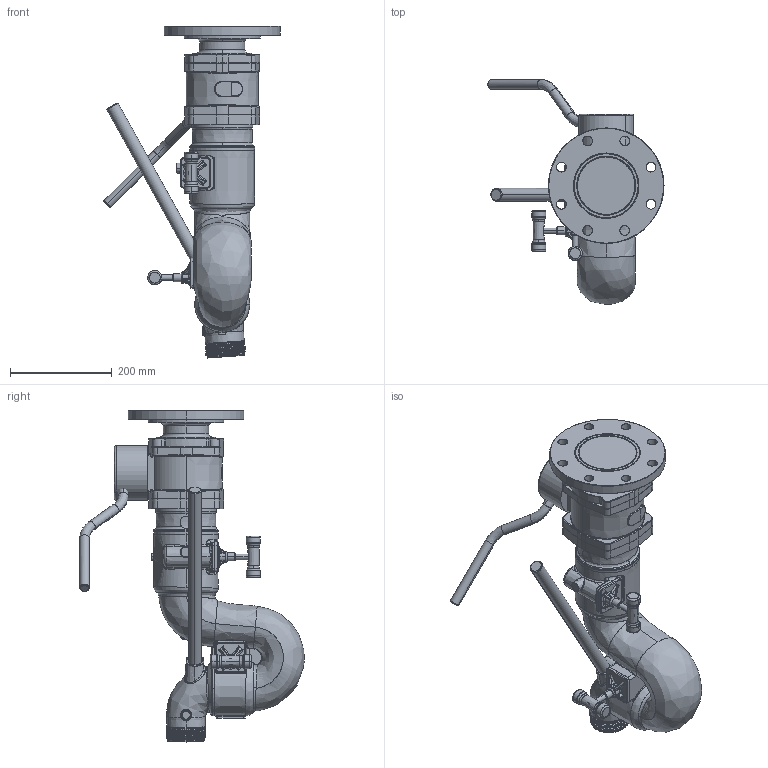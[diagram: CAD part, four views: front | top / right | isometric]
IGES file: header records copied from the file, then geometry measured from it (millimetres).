
Start section: SolidWorks IGES file using analytic representation for surfaces
Global section: file name: 8593-IV_Copperhead_LeverDD.IGS; native system: SolidWorks 2010; preprocessor: SolidWorks 2010; author: Rick; date: 100810.115658; units: inch
Bounding box: 346.08 x 441.57 x 652.48 mm (x, y, z)
Surface area: 794503.4 mm2 (no closed solid volume)
Topology: 0 solids, 0 shells, 1058 faces, 14718 edges, 14669 vertices
Faces by surface type: bspline 622, revolution 436
